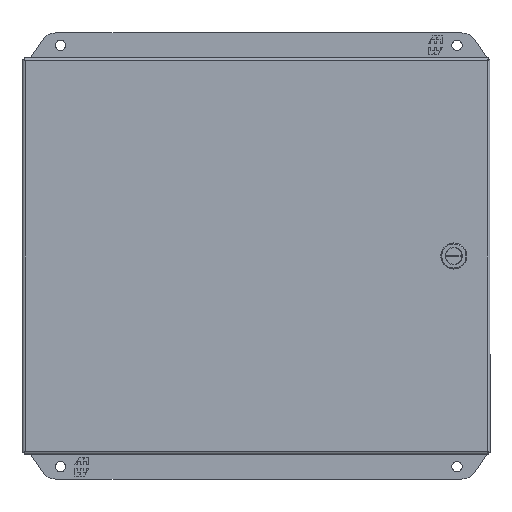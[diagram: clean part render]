
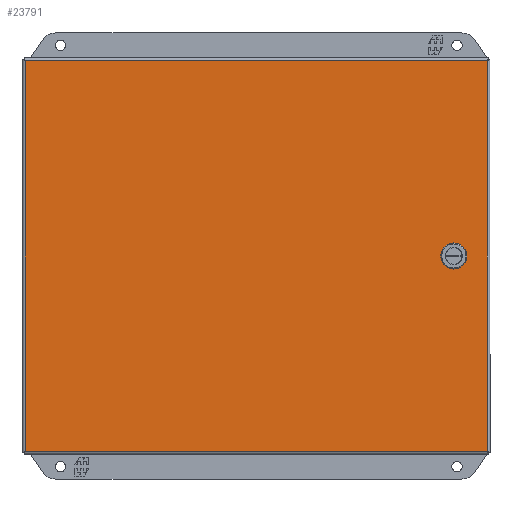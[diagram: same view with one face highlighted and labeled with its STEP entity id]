
A CAD part, front view. The second image highlights one B-rep face of the part: STEP entity #23791.
In plain terms, the highlighted planar face has unit normal (0, -1, 0).
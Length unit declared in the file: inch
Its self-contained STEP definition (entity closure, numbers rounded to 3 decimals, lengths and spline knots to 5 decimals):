
#5 = ORIENTED_EDGE ( 'NONE', *, *, #10386, .T. ) ;
#9 = LINE ( 'NONE', #15068, #8035 ) ;
#317 = EDGE_CURVE ( 'NONE', #21861, #8182, #19329, .T. ) ;
#347 = EDGE_CURVE ( 'NONE', #11810, #10068, #13785, .T. ) ;
#723 = VECTOR ( 'NONE', #4875, 39.37008 ) ;
#929 = ORIENTED_EDGE ( 'NONE', *, *, #3674, .F. ) ;
#1148 = LINE ( 'NONE', #3077, #9426 ) ;
#1302 = VECTOR ( 'NONE', #12572, 39.37008 ) ;
#1493 = EDGE_CURVE ( 'NONE', #11658, #11810, #13879, .T. ) ;
#1621 = LINE ( 'NONE', #3441, #22893 ) ;
#1646 = PLANE ( 'NONE',  #11220 ) ;
#1899 = CARTESIAN_POINT ( 'NONE',  ( 6.23768, -6.61133, 0.07559 ) ) ;
#2440 = EDGE_LOOP ( 'NONE', ( #5304, #18580, #20644, #929, #9878, #10265, #11759, #10760 ) ) ;
#2927 = DIRECTION ( 'NONE',  ( 1., 0., 0. ) ) ;
#3077 = CARTESIAN_POINT ( 'NONE',  ( 5.98226, -6.61133, 0.331 ) ) ;
#3091 = CARTESIAN_POINT ( 'NONE',  ( -7.07332, -6.61133, 5.914 ) ) ;
#3204 = EDGE_CURVE ( 'NONE', #8182, #11658, #11716, .T. ) ;
#3228 = CARTESIAN_POINT ( 'NONE',  ( 5.98226, -6.61133, -0.331 ) ) ;
#3441 = CARTESIAN_POINT ( 'NONE',  ( 5.57568, -6.61133, 0.07559 ) ) ;
#3560 = CARTESIAN_POINT ( 'NONE',  ( -7.07332, -6.61133, -5.914 ) ) ;
#3674 = EDGE_CURVE ( 'NONE', #14969, #21861, #1621, .T. ) ;
#3721 = LINE ( 'NONE', #1899, #9083 ) ;
#3806 = DIRECTION ( 'NONE',  ( 0., 0., -1. ) ) ;
#4163 = LINE ( 'NONE', #12852, #8632 ) ;
#4875 = DIRECTION ( 'NONE',  ( 0.707, 0., 0.707 ) ) ;
#5108 = EDGE_CURVE ( 'NONE', #17266, #14969, #4163, .T. ) ;
#5151 = CARTESIAN_POINT ( 'NONE',  ( 5.83109, -6.61133, -0.331 ) ) ;
#5304 = ORIENTED_EDGE ( 'NONE', *, *, #1493, .F. ) ;
#6107 = VECTOR ( 'NONE', #23064, 39.37008 ) ;
#6183 = VERTEX_POINT ( 'NONE', #13341 ) ;
#6247 = EDGE_CURVE ( 'NONE', #10068, #14609, #3721, .T. ) ;
#6340 = VECTOR ( 'NONE', #8654, 39.37008 ) ;
#6387 = VERTEX_POINT ( 'NONE', #3091 ) ;
#6723 = VERTEX_POINT ( 'NONE', #19407 ) ;
#6949 = DIRECTION ( 'NONE',  ( 0., 0., -1. ) ) ;
#7072 = FACE_BOUND ( 'NONE', #2440, .T. ) ;
#7253 = CARTESIAN_POINT ( 'NONE',  ( 5.83109, -6.61133, 0.331 ) ) ;
#7681 = CARTESIAN_POINT ( 'NONE',  ( 6.23768, -6.61133, -0.07559 ) ) ;
#8035 = VECTOR ( 'NONE', #22414, 39.37008 ) ;
#8170 = CARTESIAN_POINT ( 'NONE',  ( 5.83109, -6.61133, -0.331 ) ) ;
#8182 = VERTEX_POINT ( 'NONE', #13515 ) ;
#8321 = LINE ( 'NONE', #21088, #17446 ) ;
#8437 = DIRECTION ( 'NONE',  ( 0., 0., 1. ) ) ;
#8632 = VECTOR ( 'NONE', #22002, 39.37008 ) ;
#8654 = DIRECTION ( 'NONE',  ( 0.707, 0., -0.707 ) ) ;
#8777 = EDGE_CURVE ( 'NONE', #6387, #6183, #9211, .T. ) ;
#9083 = VECTOR ( 'NONE', #16581, 39.37008 ) ;
#9200 = LINE ( 'NONE', #14269, #1302 ) ;
#9211 = LINE ( 'NONE', #3560, #16139 ) ;
#9426 = VECTOR ( 'NONE', #15842, 39.37008 ) ;
#9610 = VERTEX_POINT ( 'NONE', #23501 ) ;
#9878 = ORIENTED_EDGE ( 'NONE', *, *, #5108, .F. ) ;
#10068 = VERTEX_POINT ( 'NONE', #7681 ) ;
#10265 = ORIENTED_EDGE ( 'NONE', *, *, #12065, .F. ) ;
#10386 = EDGE_CURVE ( 'NONE', #6723, #9610, #8321, .T. ) ;
#10413 = CARTESIAN_POINT ( 'NONE',  ( 5.57568, -6.61133, -0.07559 ) ) ;
#10575 = DIRECTION ( 'NONE',  ( 0., -1., 0. ) ) ;
#10760 = ORIENTED_EDGE ( 'NONE', *, *, #347, .F. ) ;
#11102 = EDGE_CURVE ( 'NONE', #6183, #6723, #9200, .T. ) ;
#11220 = AXIS2_PLACEMENT_3D ( 'NONE', #23218, #10575, #6949 ) ;
#11658 = VERTEX_POINT ( 'NONE', #8170 ) ;
#11716 = LINE ( 'NONE', #5151, #6340 ) ;
#11759 = ORIENTED_EDGE ( 'NONE', *, *, #6247, .F. ) ;
#11810 = VERTEX_POINT ( 'NONE', #3228 ) ;
#11905 = ORIENTED_EDGE ( 'NONE', *, *, #21986, .T. ) ;
#12065 = EDGE_CURVE ( 'NONE', #14609, #17266, #1148, .T. ) ;
#12572 = DIRECTION ( 'NONE',  ( 1., 0., 0. ) ) ;
#12852 = CARTESIAN_POINT ( 'NONE',  ( 5.83109, -6.61133, 0.331 ) ) ;
#13059 = CARTESIAN_POINT ( 'NONE',  ( 6.23768, -6.61133, 0.07559 ) ) ;
#13320 = VECTOR ( 'NONE', #2927, 39.37008 ) ;
#13341 = CARTESIAN_POINT ( 'NONE',  ( -7.07332, -6.61133, -5.914 ) ) ;
#13515 = CARTESIAN_POINT ( 'NONE',  ( 5.57568, -6.61133, -0.07559 ) ) ;
#13785 = LINE ( 'NONE', #17629, #723 ) ;
#13879 = LINE ( 'NONE', #19424, #13320 ) ;
#14164 = ORIENTED_EDGE ( 'NONE', *, *, #11102, .T. ) ;
#14269 = CARTESIAN_POINT ( 'NONE',  ( -7.07332, -6.61133, -5.914 ) ) ;
#14609 = VERTEX_POINT ( 'NONE', #13059 ) ;
#14969 = VERTEX_POINT ( 'NONE', #7253 ) ;
#15068 = CARTESIAN_POINT ( 'NONE',  ( -7.07332, -6.61133, 5.914 ) ) ;
#15842 = DIRECTION ( 'NONE',  ( -0.707, 0., 0.707 ) ) ;
#15869 = FACE_OUTER_BOUND ( 'NONE', #23103, .T. ) ;
#16139 = VECTOR ( 'NONE', #3806, 39.37008 ) ;
#16581 = DIRECTION ( 'NONE',  ( 0., 0., 1. ) ) ;
#17266 = VERTEX_POINT ( 'NONE', #19420 ) ;
#17446 = VECTOR ( 'NONE', #8437, 39.37008 ) ;
#17629 = CARTESIAN_POINT ( 'NONE',  ( 6.23768, -6.61133, -0.07559 ) ) ;
#18241 = DIRECTION ( 'NONE',  ( -0.707, 0., -0.707 ) ) ;
#18580 = ORIENTED_EDGE ( 'NONE', *, *, #3204, .F. ) ;
#19329 = LINE ( 'NONE', #10413, #6107 ) ;
#19407 = CARTESIAN_POINT ( 'NONE',  ( 6.91268, -6.61133, -5.914 ) ) ;
#19420 = CARTESIAN_POINT ( 'NONE',  ( 5.98226, -6.61133, 0.331 ) ) ;
#19424 = CARTESIAN_POINT ( 'NONE',  ( 5.98226, -6.61133, -0.331 ) ) ;
#20644 = ORIENTED_EDGE ( 'NONE', *, *, #317, .F. ) ;
#21088 = CARTESIAN_POINT ( 'NONE',  ( 6.91268, -6.61133, -5.914 ) ) ;
#21861 = VERTEX_POINT ( 'NONE', #23392 ) ;
#21986 = EDGE_CURVE ( 'NONE', #9610, #6387, #9, .T. ) ;
#22002 = DIRECTION ( 'NONE',  ( -1., 0., 0. ) ) ;
#22414 = DIRECTION ( 'NONE',  ( -1., 0., 0. ) ) ;
#22893 = VECTOR ( 'NONE', #18241, 39.37008 ) ;
#23064 = DIRECTION ( 'NONE',  ( 0., 0., -1. ) ) ;
#23103 = EDGE_LOOP ( 'NONE', ( #5, #11905, #23376, #14164 ) ) ;
#23218 = CARTESIAN_POINT ( 'NONE',  ( -7.07332, -6.61133, -5.914 ) ) ;
#23376 = ORIENTED_EDGE ( 'NONE', *, *, #8777, .T. ) ;
#23392 = CARTESIAN_POINT ( 'NONE',  ( 5.57568, -6.61133, 0.07559 ) ) ;
#23501 = CARTESIAN_POINT ( 'NONE',  ( 6.91268, -6.61133, 5.914 ) ) ;
#23791 = ADVANCED_FACE ( 'NONE', ( #7072, #15869 ), #1646, .T. ) ;
